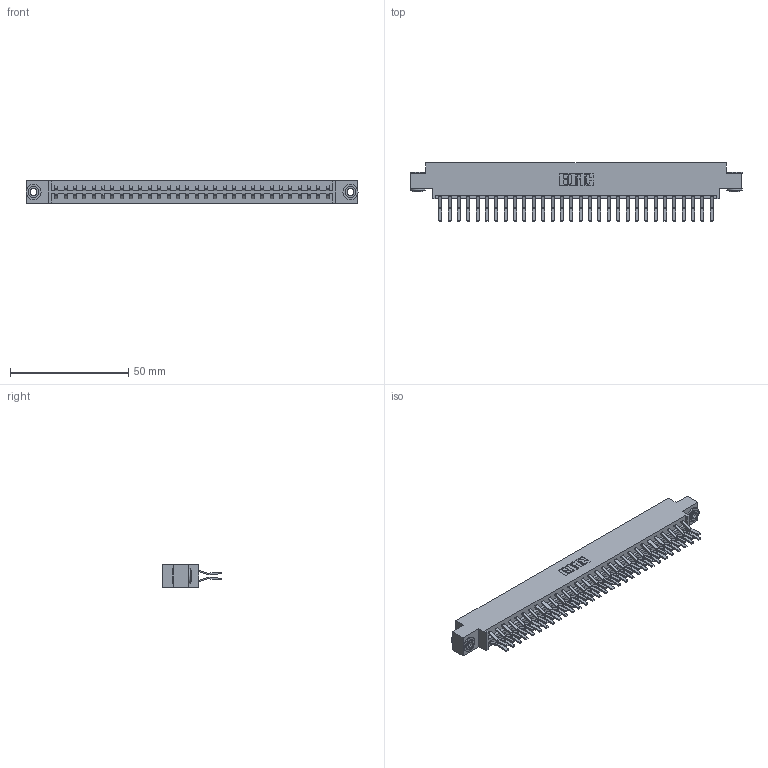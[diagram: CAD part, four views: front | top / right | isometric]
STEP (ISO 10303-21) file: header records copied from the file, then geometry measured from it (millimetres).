
FILE_DESCRIPTION (( 'STEP AP203' ), '1' );
FILE_NAME ('333-060-560-803.STEP', '2018-08-04T07:56:10', ( '' ), ( '' ), 'SwSTEP 2.0', 'SolidWorks 2016', '' );
FILE_SCHEMA (( 'CONFIG_CONTROL_DESIGN' ));
Length unit declared in the file: inch
Products named in the file (4): 333-060-560-803; 333 Part_Offset - .156 Dia - TH; 345-292-001_560 Tail; 345-250-002_345-250-002-102
Assembly tree (63 placements, depth 2):
  333-060-560-803
    333 Part_Offset - .156 Dia - TH
    345-292-001_560 Tail  x60
    345-250-002_345-250-002-102  x2
Bounding box: 140.41 x 24.78 x 9.4 mm (x, y, z)
Volume: 14407.8 mm3; surface area: 18468.3 mm2
Topology: 63 solids, 63 shells, 3396 faces, 10059 edges, 6622 vertices
Faces by surface type: plane 2244, cylinder 1144, cone 8
Entity records: 21722 total; most frequent: CARTESIAN_POINT 3593, ORIENTED_EDGE 3522, DIRECTION 3127, EDGE_CURVE 1761, LINE 1605, VECTOR 1605, VERTEX_POINT 1170, AXIS2_PLACEMENT_3D 761
